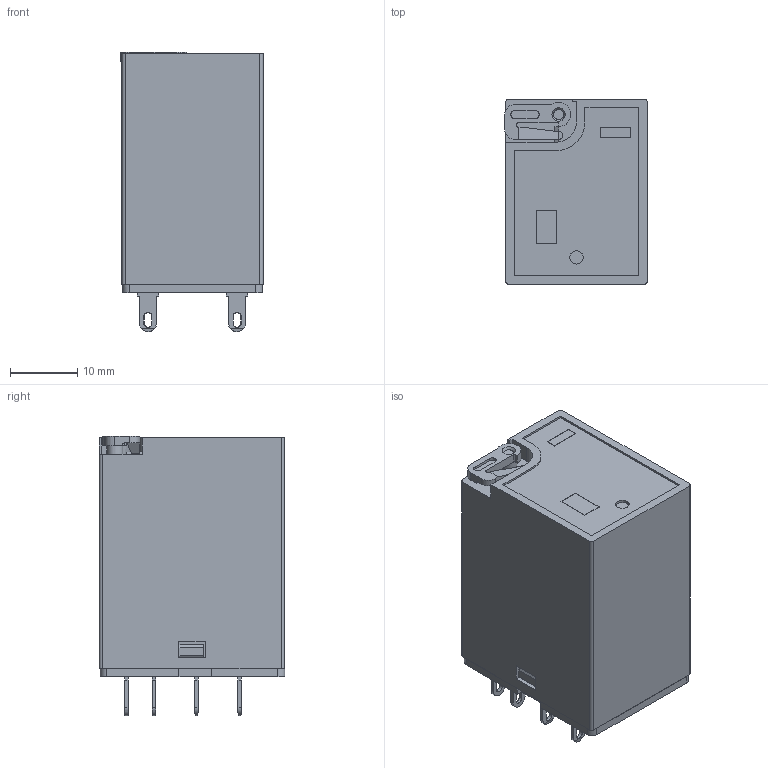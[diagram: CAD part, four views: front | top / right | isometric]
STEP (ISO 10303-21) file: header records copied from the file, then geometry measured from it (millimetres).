
FILE_DESCRIPTION(/* description */ (''),/* implementation_level */ '2;1');
FILE_NAME(/* name */ '3d_HR604CD012.stp',/* time_stamp */ '2018-11-13T08:10:30+01:00',/* author */ ('Andrzej'),/* organization */ (''),/* preprocessor_version */ 'ST-DEVELOPER v16.13',/* originating_system */ 'AutoCAD Mechanical',/* authorisation */ '');
FILE_SCHEMA (('AUTOMOTIVE_DESIGN { 1 0 10303 214 3 1 1 }'));
Length unit declared in the file: millimetre
Products named in the file (1): Product
Bounding box: 21.15 x 27.54 x 41.5 mm (x, y, z)
Volume: 20281.2 mm3; surface area: 5010.4 mm2
Topology: 1 solids, 1 shells, 222 faces, 599 edges, 397 vertices
Faces by surface type: plane 174, cylinder 47, cone 1
Full cylindrical faces by diameter (mm): 2 x1, 2.4 x1
Entity records: 6971 total; most frequent: CARTESIAN_POINT 1229, ORIENTED_EDGE 1190, DIRECTION 1156, EDGE_CURVE 595, LINE 478, VECTOR 478, VERTEX_POINT 396, AXIS2_PLACEMENT_3D 339
